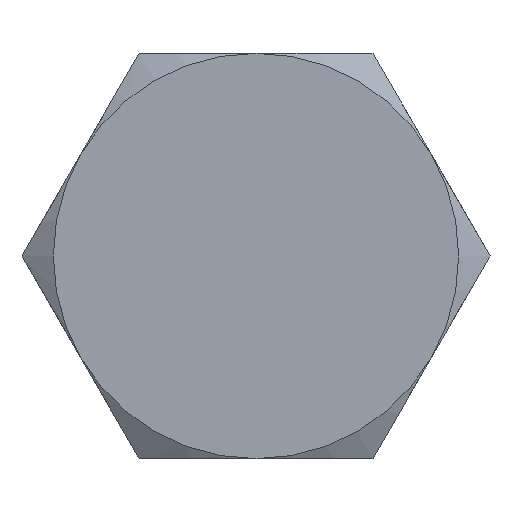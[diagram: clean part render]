
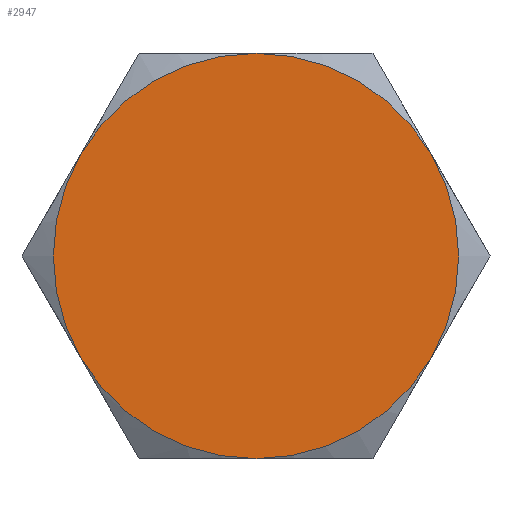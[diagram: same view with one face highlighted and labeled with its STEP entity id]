
A CAD part, left-side view. The second image highlights one B-rep face of the part: STEP entity #2947.
In plain terms, the highlighted planar face has unit normal (-1, 0, 0).
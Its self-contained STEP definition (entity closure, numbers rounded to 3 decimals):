
#206 = ORIENTED_EDGE ( 'NONE', *, *, #1632, .F. ) ;
#358 = DIRECTION ( 'NONE',  ( 0., 0., -1. ) ) ;
#366 = DIRECTION ( 'NONE',  ( 0., 0., -1. ) ) ;
#401 = CIRCLE ( 'NONE', #1788, 4. ) ;
#404 = CIRCLE ( 'NONE', #766, 4. ) ;
#451 = CARTESIAN_POINT ( 'NONE',  ( 0., 0., 0. ) ) ;
#522 = VERTEX_POINT ( 'NONE', #3566 ) ;
#579 = ORIENTED_EDGE ( 'NONE', *, *, #2085, .F. ) ;
#591 = CARTESIAN_POINT ( 'NONE',  ( 0., 0., 0. ) ) ;
#766 = AXIS2_PLACEMENT_3D ( 'NONE', #2786, #3450, #3081 ) ;
#829 = EDGE_CURVE ( 'NONE', #3840, #4025, #1950, .T. ) ;
#877 = CARTESIAN_POINT ( 'NONE',  ( 0., 0., 4. ) ) ;
#952 = CARTESIAN_POINT ( 'NONE',  ( 0., -3.464, 2. ) ) ;
#1032 = ORIENTED_EDGE ( 'NONE', *, *, #2693, .F. ) ;
#1206 = CARTESIAN_POINT ( 'NONE',  ( 0., -3.464, -2. ) ) ;
#1389 = CARTESIAN_POINT ( 'NONE',  ( 0., 0., 0. ) ) ;
#1460 = DIRECTION ( 'NONE',  ( 1., 0., 0. ) ) ;
#1632 = EDGE_CURVE ( 'NONE', #4025, #2760, #4218, .T. ) ;
#1649 = CARTESIAN_POINT ( 'NONE',  ( 0., 0., -8. ) ) ;
#1698 = CIRCLE ( 'NONE', #2501, 4. ) ;
#1788 = AXIS2_PLACEMENT_3D ( 'NONE', #2842, #1845, #2514 ) ;
#1845 = DIRECTION ( 'NONE',  ( 1., 0., 0. ) ) ;
#1950 = CIRCLE ( 'NONE', #3162, 4. ) ;
#2017 = DIRECTION ( 'NONE',  ( 0., 0., -1. ) ) ;
#2071 = ORIENTED_EDGE ( 'NONE', *, *, #829, .F. ) ;
#2085 = EDGE_CURVE ( 'NONE', #2364, #3840, #3545, .T. ) ;
#2290 = EDGE_CURVE ( 'NONE', #2723, #2364, #1698, .T. ) ;
#2308 = AXIS2_PLACEMENT_3D ( 'NONE', #4277, #3713, #366 ) ;
#2348 = DIRECTION ( 'NONE',  ( 1., 0., 0. ) ) ;
#2364 = VERTEX_POINT ( 'NONE', #952 ) ;
#2501 = AXIS2_PLACEMENT_3D ( 'NONE', #1389, #3033, #2017 ) ;
#2514 = DIRECTION ( 'NONE',  ( 0., 0., -1. ) ) ;
#2585 = CARTESIAN_POINT ( 'NONE',  ( 0., 0., -4. ) ) ;
#2612 = EDGE_CURVE ( 'NONE', #2723, #522, #404, .T. ) ;
#2614 = PLANE ( 'NONE',  #3305 ) ;
#2693 = EDGE_CURVE ( 'NONE', #2760, #522, #401, .T. ) ;
#2723 = VERTEX_POINT ( 'NONE', #877 ) ;
#2756 = ORIENTED_EDGE ( 'NONE', *, *, #2290, .F. ) ;
#2760 = VERTEX_POINT ( 'NONE', #2830 ) ;
#2786 = CARTESIAN_POINT ( 'NONE',  ( 0., 0., 0. ) ) ;
#2830 = CARTESIAN_POINT ( 'NONE',  ( 0., 3.464, -2. ) ) ;
#2842 = CARTESIAN_POINT ( 'NONE',  ( 0., 0., 0. ) ) ;
#2947 = ADVANCED_FACE ( 'NONE', ( #4074 ), #2614, .F. ) ;
#3033 = DIRECTION ( 'NONE',  ( 1., 0., 0. ) ) ;
#3081 = DIRECTION ( 'NONE',  ( 0., 0., 1. ) ) ;
#3162 = AXIS2_PLACEMENT_3D ( 'NONE', #451, #3428, #4149 ) ;
#3305 = AXIS2_PLACEMENT_3D ( 'NONE', #1649, #2348, #358 ) ;
#3323 = ORIENTED_EDGE ( 'NONE', *, *, #2612, .T. ) ;
#3428 = DIRECTION ( 'NONE',  ( 1., 0., 0. ) ) ;
#3450 = DIRECTION ( 'NONE',  ( -1., 0., 0. ) ) ;
#3545 = CIRCLE ( 'NONE', #3693, 4. ) ;
#3566 = CARTESIAN_POINT ( 'NONE',  ( 0., 3.464, 2. ) ) ;
#3693 = AXIS2_PLACEMENT_3D ( 'NONE', #591, #1460, #4153 ) ;
#3713 = DIRECTION ( 'NONE',  ( 1., 0., 0. ) ) ;
#3840 = VERTEX_POINT ( 'NONE', #1206 ) ;
#4000 = EDGE_LOOP ( 'NONE', ( #206, #2071, #579, #2756, #3323, #1032 ) ) ;
#4025 = VERTEX_POINT ( 'NONE', #2585 ) ;
#4074 = FACE_OUTER_BOUND ( 'NONE', #4000, .T. ) ;
#4149 = DIRECTION ( 'NONE',  ( 0., 0., -1. ) ) ;
#4153 = DIRECTION ( 'NONE',  ( 0., 0., -1. ) ) ;
#4218 = CIRCLE ( 'NONE', #2308, 4. ) ;
#4277 = CARTESIAN_POINT ( 'NONE',  ( 0., 0., 0. ) ) ;
